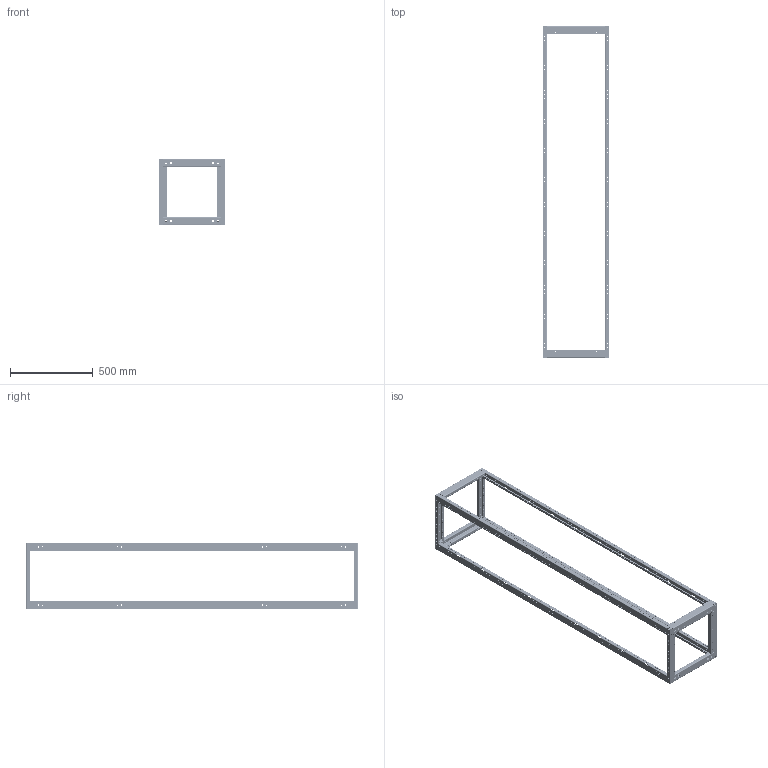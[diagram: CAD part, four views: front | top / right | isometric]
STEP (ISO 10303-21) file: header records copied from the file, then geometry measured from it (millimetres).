
FILE_DESCRIPTION(('STEP AP214'),'1');
FILE_NAME('cctmp_CC6210DB-B25D-4A00-9883-09710855FB9E_2025_01_23_07_47_43_0100..stp','2025-01-23T06:47:48',('SIEMENS A&D'),('CADClick - www.CADClick.com'),'Spatial InterOp 3D',' ','unknown authorization');
FILE_SCHEMA(('AUTOMOTIVE_DESIGN'));
Length unit declared in the file: millimetre
Products named in the file (13): cc_unnamed; 2025_01_23_07_47_42_0976; 2025_01_23_07_47_42_0936; 2025_01_23_07_47_42_0855; 2025_01_23_07_47_42_0813; 2025_01_23_07_47_42_0732; 2025_01_23_07_47_42_0691; 2025_01_23_07_47_42_0617; 2025_01_23_07_47_42_0586; 2025_01_23_07_47_42_0509; 2025_01_23_07_47_42_0468; 2025_01_23_07_47_42_0388; 2025_01_23_07_47_42_0347
Assembly tree (12 placements, depth 2):
  cc_unnamed
    2025_01_23_07_47_42_0976
    2025_01_23_07_47_42_0936
    2025_01_23_07_47_42_0855
    2025_01_23_07_47_42_0813
    2025_01_23_07_47_42_0732
    2025_01_23_07_47_42_0691
    2025_01_23_07_47_42_0617
    2025_01_23_07_47_42_0586
    2025_01_23_07_47_42_0509
    2025_01_23_07_47_42_0468
    2025_01_23_07_47_42_0388
    2025_01_23_07_47_42_0347
Bounding box: 400 x 2000 x 400 mm (x, y, z)
Volume: 3296530 mm3; surface area: 2815462 mm2
Topology: 84 solids, 84 shells, 5796 faces, 16700 edges, 11048 vertices
Faces by surface type: cylinder 4504, plane 1100, cone 192
Entity records: 251290 total; most frequent: DIRECTION 37358, CARTESIAN_POINT 34781, ORIENTED_EDGE 33400, EDGE_CURVE 16700, AXIS2_PLACEMENT_3D 14921, VERTEX_POINT 11048, EDGE_LOOP 9908, CIRCLE 9112
